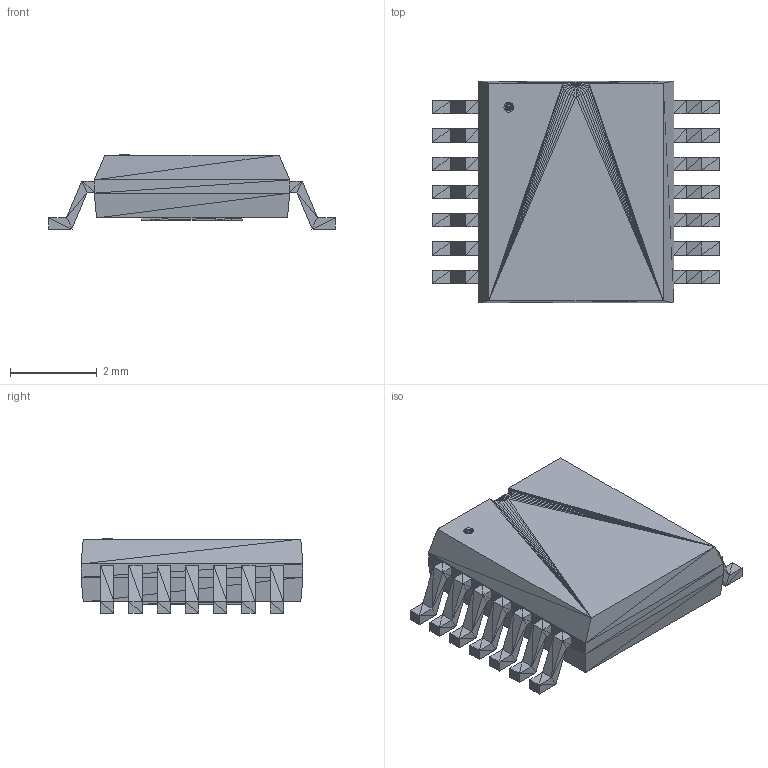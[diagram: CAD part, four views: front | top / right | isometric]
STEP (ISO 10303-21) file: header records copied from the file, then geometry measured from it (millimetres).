
FILE_DESCRIPTION(('STEP AP214'),'1');
FILE_NAME('PWP14_2P31X2P46','2018-12-17T18:53:49',(''),(''),'','','');
FILE_SCHEMA(('AUTOMOTIVE_DESIGN'));
Length unit declared in the file: millimetre
Products named in the file (1): product
Bounding box: 6.6 x 5.11 x 1.7 mm (x, y, z)
Surface area: 109 mm2 (no closed solid volume)
Topology: 0 solids, 681 shells, 681 faces, 2043 edges, 2043 vertices
Faces by surface type: plane 681
Entity records: 22532 total; most frequent: CARTESIAN_POINT 4768, DIRECTION 3407, ORIENTED_EDGE 2043, EDGE_CURVE 2043, VERTEX_POINT 2043, LINE 2043, VECTOR 2043, AXIS2_PLACEMENT_3D 682
